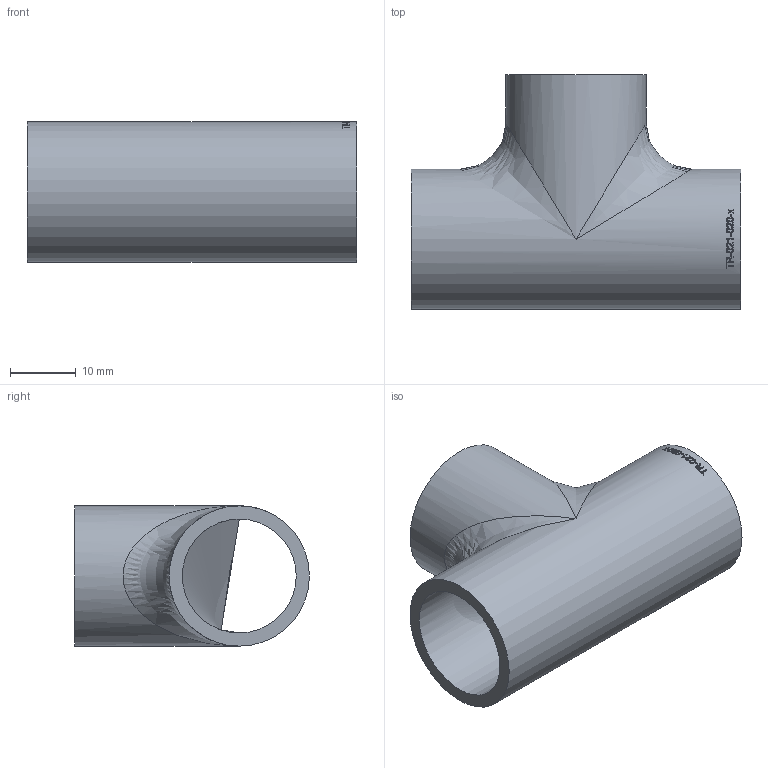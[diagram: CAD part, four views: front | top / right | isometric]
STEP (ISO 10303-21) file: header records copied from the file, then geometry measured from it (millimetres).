
FILE_DESCRIPTION (( 'STEP AP214' ), '1' );
FILE_NAME ('TR-021-020-x T-Stück Ø21,3x2,0 L50 1909.STEP', '2019-09-27T08:29:46', ( '' ), ( '' ), 'SwSTEP 2.0', 'SolidWorks 2016', '' );
FILE_SCHEMA (( 'AUTOMOTIVE_DESIGN' ));
Length unit declared in the file: millimetre
Products named in the file (1): TR-021-020-x T-Stück Ø21,3x2,0 L50 1909
Bounding box: 50 x 35.65 x 21.3 mm (x, y, z)
Volume: 7514.1 mm3; surface area: 7872.1 mm2
Topology: 1 solids, 1 shells, 144 faces, 382 edges, 246 vertices
Faces by surface type: bspline 77, plane 47, cylinder 20
Full cylindrical faces by diameter (mm): 17.3 x2, 21.3 x2
Entity records: 11418 total; most frequent: CARTESIAN_POINT 7127, ORIENTED_EDGE 730, EDGE_CURVE 365, DIRECTION 321, VERTEX_POINT 244, B_SPLINE_CURVE_WITH_KNOTS 230, EDGE_LOOP 169, FACE_OUTER_BOUND 148
